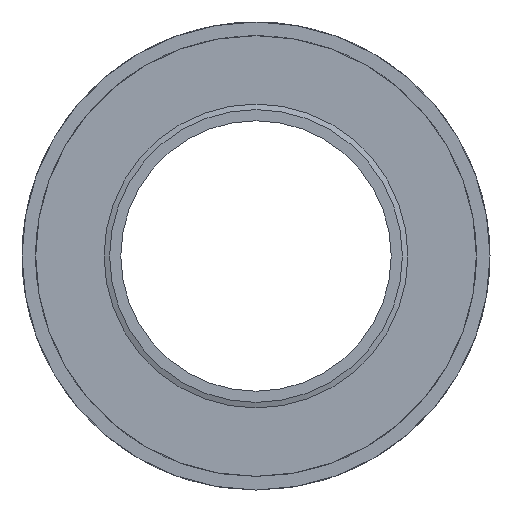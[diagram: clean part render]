
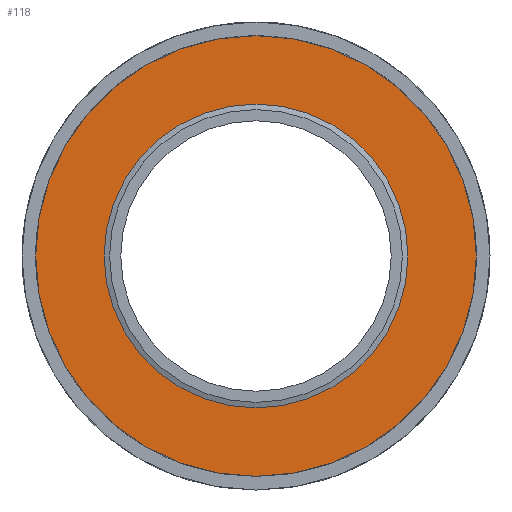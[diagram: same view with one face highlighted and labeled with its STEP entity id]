
A CAD part, left-side view. The second image highlights one B-rep face of the part: STEP entity #118.
In plain terms, the highlighted planar face has unit normal (-1, 0, 0).
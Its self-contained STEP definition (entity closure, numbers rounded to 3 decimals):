
#118 = ADVANCED_FACE( '', ( #221, #222 ), #223, .T. );
#221 = FACE_BOUND( '', #329, .T. );
#222 = FACE_OUTER_BOUND( '', #330, .T. );
#223 = PLANE( '', #331 );
#329 = EDGE_LOOP( '', ( #669 ) );
#330 = EDGE_LOOP( '', ( #670 ) );
#331 = AXIS2_PLACEMENT_3D( '', #671, #672, #673 );
#669 = ORIENTED_EDGE( '', *, *, #786, .T. );
#670 = ORIENTED_EDGE( '', *, *, #739, .F. );
#671 = CARTESIAN_POINT( '', ( -13., 36.25, 0. ) );
#672 = DIRECTION( '', ( -1., 0., 0. ) );
#673 = DIRECTION( '', ( 0., 0., 1. ) );
#739 = EDGE_CURVE( '', #893, #893, #894, .T. );
#786 = EDGE_CURVE( '', #962, #962, #963, .T. );
#893 = VERTEX_POINT( '', #1359 );
#894 = CIRCLE( '', #1360, 36.25 );
#962 = VERTEX_POINT( '', #1488 );
#963 = CIRCLE( '', #1489, 25. );
#1359 = CARTESIAN_POINT( '', ( -13., 0., -36.25 ) );
#1360 = AXIS2_PLACEMENT_3D( '', #1542, #1543, #1544 );
#1488 = CARTESIAN_POINT( '', ( -13., 0., -25. ) );
#1489 = AXIS2_PLACEMENT_3D( '', #1660, #1661, #1662 );
#1542 = CARTESIAN_POINT( '', ( -13., 0., 0. ) );
#1543 = DIRECTION( '', ( 1., 0., 0. ) );
#1544 = DIRECTION( '', ( 0., 0., -1. ) );
#1660 = CARTESIAN_POINT( '', ( -13., 0., 0. ) );
#1661 = DIRECTION( '', ( 1., 0., 0. ) );
#1662 = DIRECTION( '', ( 0., 0., -1. ) );
